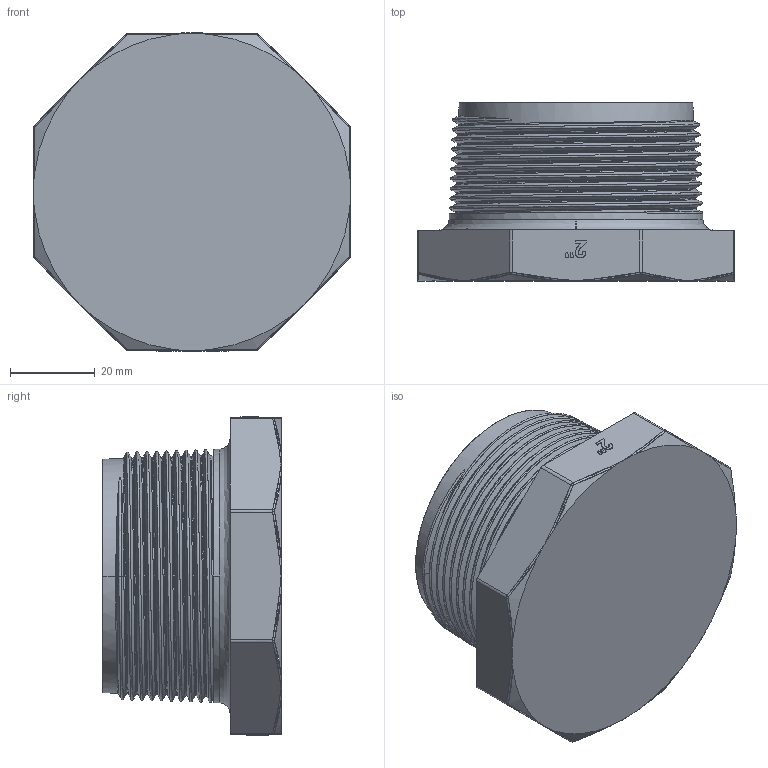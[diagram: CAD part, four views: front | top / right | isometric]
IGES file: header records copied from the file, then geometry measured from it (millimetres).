
Start section: SolidWorks IGES file using NURBS representation for surfaces
Global section: file name: 01 01 1011 200.IGS; native system: SolidWorks 2016; preprocessor: SolidWorks 2016; author: Fabio; date: 160913.105152; units: millimetre
Bounding box: 74.7 x 42 x 75.1 mm (x, y, z)
Surface area: 23986.5 mm2 (no closed solid volume)
Topology: 0 solids, 0 shells, 197 faces, 3318 edges, 3302 vertices
Faces by surface type: bspline 197
